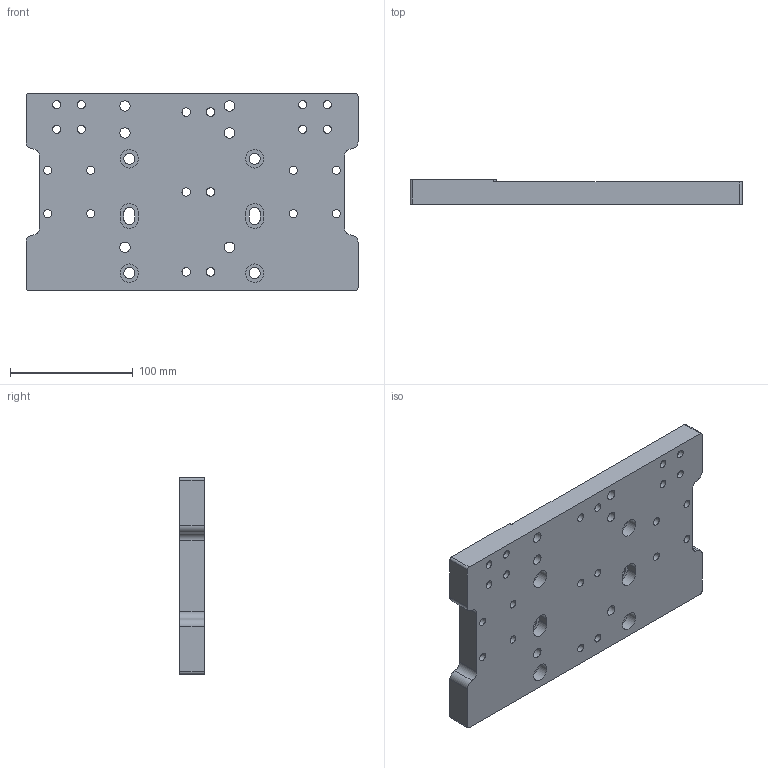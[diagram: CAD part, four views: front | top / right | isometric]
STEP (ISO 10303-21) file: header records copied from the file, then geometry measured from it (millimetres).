
FILE_DESCRIPTION(/* description */ ('Alibre Inc.'),/* implementation_level */ '2;1');
FILE_NAME(/* name */ 'export-01A19180-84ED-4FE2-A841-BF7E04E85C5F',/* time_stamp */ '2020-12-22T11:47:40+01:00',/* author */ (''),/* organization */ (''),/* preprocessor_version */ 'ST-DEVELOPER v17',/* originating_system */ 'Alibre',/* authorisation */ '');
FILE_SCHEMA (('AUTOMOTIVE_DESIGN'));
Length unit declared in the file: millimetre
Bounding box: 270 x 20 x 160 mm (x, y, z)
Volume: 721919 mm3; surface area: 115915.6 mm2
Topology: 1 solids, 1 shells, 219 faces, 590 edges, 400 vertices
Faces by surface type: plane 81, cylinder 74, bspline 64
Full cylindrical faces by diameter (mm): 6.6 x16, 6.8 x6, 8.5 x6, 9 x4, 10.5 x8, 11 x8, 15 x4
Entity records: 6641 total; most frequent: CARTESIAN_POINT 1686, ORIENTED_EDGE 1036, DIRECTION 760, EDGE_CURVE 518, VERTEX_POINT 380, EDGE_LOOP 366, FACE_BOUND 366, AXIS2_PLACEMENT_3D 300
